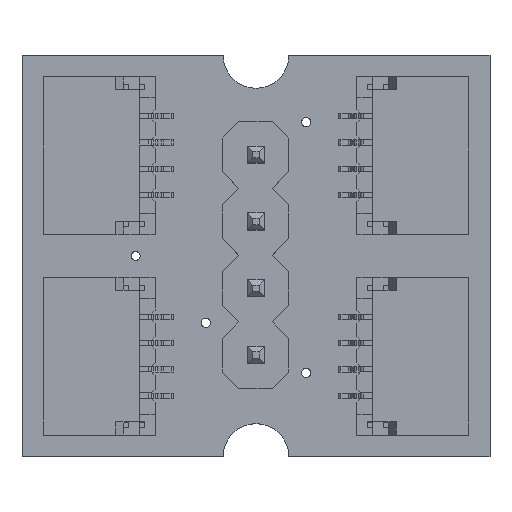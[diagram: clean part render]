
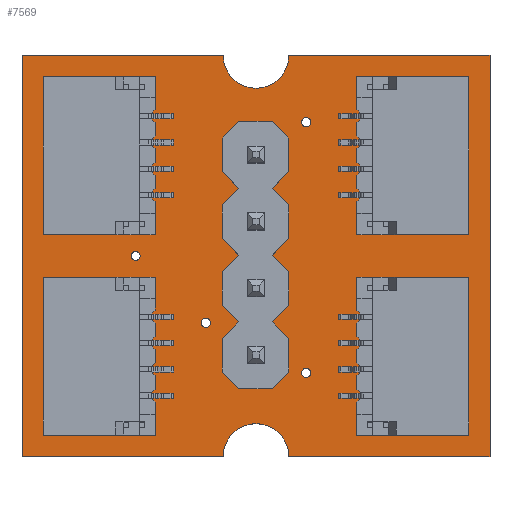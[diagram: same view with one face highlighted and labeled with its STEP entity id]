
A CAD part, top view. The second image highlights one B-rep face of the part: STEP entity #7569.
In plain terms, the highlighted planar face has unit normal (0, 0, 1).
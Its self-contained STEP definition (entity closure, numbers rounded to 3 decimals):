
#321=FACE_BOUND('',#1111,.T.);
#322=FACE_BOUND('',#1112,.T.);
#323=FACE_BOUND('',#1113,.T.);
#324=FACE_BOUND('',#1114,.T.);
#325=FACE_BOUND('',#1115,.T.);
#326=FACE_BOUND('',#1116,.T.);
#327=FACE_BOUND('',#1117,.T.);
#328=FACE_BOUND('',#1118,.T.);
#329=FACE_BOUND('',#1119,.T.);
#330=FACE_BOUND('',#1120,.T.);
#331=FACE_BOUND('',#1121,.T.);
#332=FACE_BOUND('',#1122,.T.);
#333=FACE_BOUND('',#1123,.T.);
#368=PLANE('',#8067);
#720=FACE_OUTER_BOUND('',#1110,.T.);
#1110=EDGE_LOOP('',(#5423,#5424,#5425,#5426,#5427,#5428,#5429,#5430));
#1111=EDGE_LOOP('',(#5431));
#1112=EDGE_LOOP('',(#5432));
#1113=EDGE_LOOP('',(#5433));
#1114=EDGE_LOOP('',(#5434));
#1115=EDGE_LOOP('',(#5435));
#1116=EDGE_LOOP('',(#5436));
#1117=EDGE_LOOP('',(#5437));
#1118=EDGE_LOOP('',(#5438));
#1119=EDGE_LOOP('',(#5439));
#1120=EDGE_LOOP('',(#5440));
#1121=EDGE_LOOP('',(#5441));
#1122=EDGE_LOOP('',(#5442));
#1123=EDGE_LOOP('',(#5443));
#1524=CIRCLE('',#8019,1.25);
#1527=CIRCLE('',#8023,0.175);
#1529=CIRCLE('',#8026,0.508);
#1531=CIRCLE('',#8029,0.175);
#1533=CIRCLE('',#8032,0.508);
#1535=CIRCLE('',#8035,0.175);
#1537=CIRCLE('',#8038,0.508);
#1539=CIRCLE('',#8041,0.175);
#1541=CIRCLE('',#8044,1.25);
#1543=CIRCLE('',#8047,0.175);
#1545=CIRCLE('',#8050,0.175);
#1547=CIRCLE('',#8053,0.175);
#1549=CIRCLE('',#8056,0.508);
#1551=CIRCLE('',#8059,0.175);
#1553=CIRCLE('',#8062,0.175);
#1649=LINE('',#10633,#2618);
#1650=LINE('',#10636,#2619);
#1653=LINE('',#10642,#2622);
#1658=LINE('',#10651,#2627);
#1659=LINE('',#10653,#2628);
#1660=LINE('',#10654,#2629);
#2618=VECTOR('',#8646,10.);
#2619=VECTOR('',#8649,10.);
#2622=VECTOR('',#8654,10.);
#2627=VECTOR('',#8661,10.);
#2628=VECTOR('',#8664,10.);
#2629=VECTOR('',#8665,10.);
#3568=VERTEX_POINT('',#10533);
#3570=VERTEX_POINT('',#10536);
#3573=VERTEX_POINT('',#10544);
#3575=VERTEX_POINT('',#10550);
#3577=VERTEX_POINT('',#10556);
#3579=VERTEX_POINT('',#10562);
#3581=VERTEX_POINT('',#10568);
#3583=VERTEX_POINT('',#10574);
#3585=VERTEX_POINT('',#10580);
#3587=VERTEX_POINT('',#10585);
#3589=VERTEX_POINT('',#10589);
#3591=VERTEX_POINT('',#10595);
#3593=VERTEX_POINT('',#10601);
#3595=VERTEX_POINT('',#10607);
#3597=VERTEX_POINT('',#10613);
#3599=VERTEX_POINT('',#10619);
#3601=VERTEX_POINT('',#10625);
#3603=VERTEX_POINT('',#10631);
#3604=VERTEX_POINT('',#10635);
#3606=VERTEX_POINT('',#10641);
#3609=VERTEX_POINT('',#10649);
#4273=EDGE_CURVE('',#3570,#3568,#1524,.T.);
#4278=EDGE_CURVE('',#3573,#3573,#1527,.T.);
#4281=EDGE_CURVE('',#3575,#3575,#1529,.T.);
#4284=EDGE_CURVE('',#3577,#3577,#1531,.T.);
#4287=EDGE_CURVE('',#3579,#3579,#1533,.T.);
#4290=EDGE_CURVE('',#3581,#3581,#1535,.T.);
#4293=EDGE_CURVE('',#3583,#3583,#1537,.T.);
#4296=EDGE_CURVE('',#3585,#3585,#1539,.T.);
#4300=EDGE_CURVE('',#3587,#3589,#1541,.T.);
#4303=EDGE_CURVE('',#3591,#3591,#1543,.T.);
#4306=EDGE_CURVE('',#3593,#3593,#1545,.T.);
#4309=EDGE_CURVE('',#3595,#3595,#1547,.T.);
#4312=EDGE_CURVE('',#3597,#3597,#1549,.T.);
#4315=EDGE_CURVE('',#3599,#3599,#1551,.T.);
#4318=EDGE_CURVE('',#3601,#3601,#1553,.T.);
#4321=EDGE_CURVE('',#3568,#3603,#1649,.T.);
#4322=EDGE_CURVE('',#3604,#3570,#1650,.T.);
#4325=EDGE_CURVE('',#3606,#3587,#1653,.T.);
#4330=EDGE_CURVE('',#3589,#3609,#1658,.T.);
#4331=EDGE_CURVE('',#3603,#3606,#1659,.T.);
#4332=EDGE_CURVE('',#3609,#3604,#1660,.T.);
#5423=ORIENTED_EDGE('',*,*,#4273,.T.);
#5424=ORIENTED_EDGE('',*,*,#4321,.T.);
#5425=ORIENTED_EDGE('',*,*,#4331,.T.);
#5426=ORIENTED_EDGE('',*,*,#4325,.T.);
#5427=ORIENTED_EDGE('',*,*,#4300,.T.);
#5428=ORIENTED_EDGE('',*,*,#4330,.T.);
#5429=ORIENTED_EDGE('',*,*,#4332,.T.);
#5430=ORIENTED_EDGE('',*,*,#4322,.T.);
#5431=ORIENTED_EDGE('',*,*,#4318,.T.);
#5432=ORIENTED_EDGE('',*,*,#4315,.T.);
#5433=ORIENTED_EDGE('',*,*,#4312,.T.);
#5434=ORIENTED_EDGE('',*,*,#4309,.T.);
#5435=ORIENTED_EDGE('',*,*,#4306,.T.);
#5436=ORIENTED_EDGE('',*,*,#4303,.T.);
#5437=ORIENTED_EDGE('',*,*,#4296,.T.);
#5438=ORIENTED_EDGE('',*,*,#4293,.T.);
#5439=ORIENTED_EDGE('',*,*,#4290,.T.);
#5440=ORIENTED_EDGE('',*,*,#4287,.T.);
#5441=ORIENTED_EDGE('',*,*,#4284,.T.);
#5442=ORIENTED_EDGE('',*,*,#4281,.T.);
#5443=ORIENTED_EDGE('',*,*,#4278,.T.);
#7569=ADVANCED_FACE('',(#720,#321,#322,#323,#324,#325,#326,#327,#328,#329,
#330,#331,#332,#333),#368,.T.);
#8019=AXIS2_PLACEMENT_3D('',#10537,#8538,#8539);
#8023=AXIS2_PLACEMENT_3D('',#10546,#8548,#8549);
#8026=AXIS2_PLACEMENT_3D('',#10552,#8555,#8556);
#8029=AXIS2_PLACEMENT_3D('',#10558,#8562,#8563);
#8032=AXIS2_PLACEMENT_3D('',#10564,#8569,#8570);
#8035=AXIS2_PLACEMENT_3D('',#10570,#8576,#8577);
#8038=AXIS2_PLACEMENT_3D('',#10576,#8583,#8584);
#8041=AXIS2_PLACEMENT_3D('',#10582,#8590,#8591);
#8044=AXIS2_PLACEMENT_3D('',#10591,#8598,#8599);
#8047=AXIS2_PLACEMENT_3D('',#10597,#8605,#8606);
#8050=AXIS2_PLACEMENT_3D('',#10603,#8612,#8613);
#8053=AXIS2_PLACEMENT_3D('',#10609,#8619,#8620);
#8056=AXIS2_PLACEMENT_3D('',#10615,#8626,#8627);
#8059=AXIS2_PLACEMENT_3D('',#10621,#8633,#8634);
#8062=AXIS2_PLACEMENT_3D('',#10627,#8640,#8641);
#8067=AXIS2_PLACEMENT_3D('',#10652,#8662,#8663);
#8538=DIRECTION('center_axis',(0.,0.,-1.));
#8539=DIRECTION('ref_axis',(1.,0.,0.));
#8548=DIRECTION('center_axis',(0.,0.,-1.));
#8549=DIRECTION('ref_axis',(1.,0.,0.));
#8555=DIRECTION('center_axis',(0.,0.,-1.));
#8556=DIRECTION('ref_axis',(1.,0.,0.));
#8562=DIRECTION('center_axis',(0.,0.,-1.));
#8563=DIRECTION('ref_axis',(1.,0.,0.));
#8569=DIRECTION('center_axis',(0.,0.,-1.));
#8570=DIRECTION('ref_axis',(1.,0.,0.));
#8576=DIRECTION('center_axis',(0.,0.,-1.));
#8577=DIRECTION('ref_axis',(1.,0.,0.));
#8583=DIRECTION('center_axis',(0.,0.,-1.));
#8584=DIRECTION('ref_axis',(1.,0.,0.));
#8590=DIRECTION('center_axis',(0.,0.,-1.));
#8591=DIRECTION('ref_axis',(1.,0.,0.));
#8598=DIRECTION('center_axis',(0.,0.,-1.));
#8599=DIRECTION('ref_axis',(1.,0.,0.));
#8605=DIRECTION('center_axis',(0.,0.,-1.));
#8606=DIRECTION('ref_axis',(1.,0.,0.));
#8612=DIRECTION('center_axis',(0.,0.,-1.));
#8613=DIRECTION('ref_axis',(1.,0.,0.));
#8619=DIRECTION('center_axis',(0.,0.,-1.));
#8620=DIRECTION('ref_axis',(1.,0.,0.));
#8626=DIRECTION('center_axis',(0.,0.,-1.));
#8627=DIRECTION('ref_axis',(1.,0.,0.));
#8633=DIRECTION('center_axis',(0.,0.,-1.));
#8634=DIRECTION('ref_axis',(1.,0.,0.));
#8640=DIRECTION('center_axis',(0.,0.,-1.));
#8641=DIRECTION('ref_axis',(1.,0.,0.));
#8646=DIRECTION('',(-1.,0.,0.));
#8649=DIRECTION('',(-1.,0.,0.));
#8654=DIRECTION('',(1.,0.,0.));
#8661=DIRECTION('',(1.,0.,0.));
#8662=DIRECTION('center_axis',(0.,0.,1.));
#8663=DIRECTION('ref_axis',(1.,0.,0.));
#8664=DIRECTION('',(0.,-1.,0.));
#8665=DIRECTION('',(0.,1.,0.));
#10533=CARTESIAN_POINT('',(-1.25,15.24,1.57));
#10536=CARTESIAN_POINT('',(1.25,15.24,1.57));
#10537=CARTESIAN_POINT('Origin',(0.,15.24,1.57));
#10544=CARTESIAN_POINT('',(-5.001,4.826,1.57));
#10546=CARTESIAN_POINT('Origin',(-4.826,4.826,1.57));
#10550=CARTESIAN_POINT('',(-0.508,11.43,1.57));
#10552=CARTESIAN_POINT('Origin',(0.,11.43,1.57));
#10556=CARTESIAN_POINT('',(-7.287,4.572,1.57));
#10558=CARTESIAN_POINT('Origin',(-7.112,4.572,1.57));
#10562=CARTESIAN_POINT('',(-0.508,3.81,1.57));
#10564=CARTESIAN_POINT('Origin',(0.,3.81,1.57));
#10568=CARTESIAN_POINT('',(4.651,10.668,1.57));
#10570=CARTESIAN_POINT('Origin',(4.826,10.668,1.57));
#10574=CARTESIAN_POINT('',(-0.508,8.89,1.57));
#10576=CARTESIAN_POINT('Origin',(0.,8.89,1.57));
#10580=CARTESIAN_POINT('',(6.683,10.414,1.57));
#10582=CARTESIAN_POINT('Origin',(6.858,10.414,1.57));
#10585=CARTESIAN_POINT('',(-1.25,0.,1.57));
#10589=CARTESIAN_POINT('',(1.25,0.,1.57));
#10591=CARTESIAN_POINT('Origin',(0.,0.,1.57));
#10595=CARTESIAN_POINT('',(-2.08,5.08,1.57));
#10597=CARTESIAN_POINT('Origin',(-1.905,5.08,1.57));
#10601=CARTESIAN_POINT('',(1.73,12.7,1.57));
#10603=CARTESIAN_POINT('Origin',(1.905,12.7,1.57));
#10607=CARTESIAN_POINT('',(-4.747,7.62,1.57));
#10609=CARTESIAN_POINT('Origin',(-4.572,7.62,1.57));
#10613=CARTESIAN_POINT('',(-0.508,6.35,1.57));
#10615=CARTESIAN_POINT('Origin',(0.,6.35,1.57));
#10619=CARTESIAN_POINT('',(1.73,3.175,1.57));
#10621=CARTESIAN_POINT('Origin',(1.905,3.175,1.57));
#10625=CARTESIAN_POINT('',(-5.89,10.795,1.57));
#10627=CARTESIAN_POINT('Origin',(-5.715,10.795,1.57));
#10631=CARTESIAN_POINT('',(-8.89,15.24,1.57));
#10633=CARTESIAN_POINT('',(8.89,15.24,1.57));
#10635=CARTESIAN_POINT('',(8.89,15.24,1.57));
#10636=CARTESIAN_POINT('',(8.89,15.24,1.57));
#10641=CARTESIAN_POINT('',(-8.89,0.,1.57));
#10642=CARTESIAN_POINT('',(-8.89,0.,1.57));
#10649=CARTESIAN_POINT('',(8.89,0.,1.57));
#10651=CARTESIAN_POINT('',(-8.89,0.,1.57));
#10652=CARTESIAN_POINT('Origin',(0.,7.62,1.57));
#10653=CARTESIAN_POINT('',(-8.89,15.24,1.57));
#10654=CARTESIAN_POINT('',(8.89,0.,1.57));
